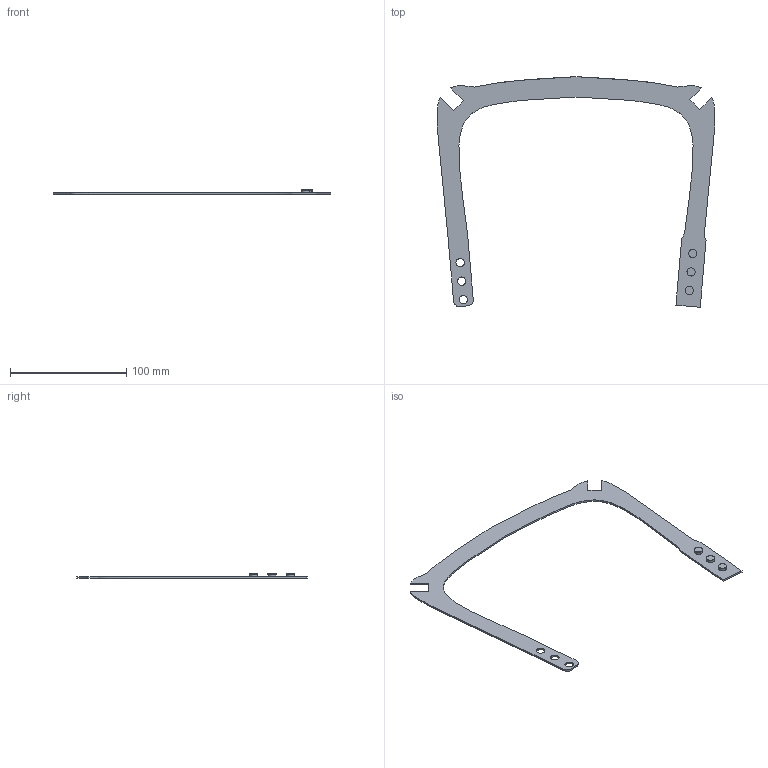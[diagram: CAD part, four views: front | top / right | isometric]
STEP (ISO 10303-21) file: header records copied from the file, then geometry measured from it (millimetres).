
FILE_DESCRIPTION( ( '' ), ' ' );
FILE_NAME( '5ea08c4910d1c814c1f8825c.step', '2020-04-22T18:26:17', ( '' ), ( '' ), ' ', ' ', ' ' );
FILE_SCHEMA( ( 'AUTOMOTIVE_DESIGN { 1 0 10303 214 1 1 1 1 }' ) );
Length unit declared in the file: metre
Products named in the file (1): Part 1
Bounding box: 239.02 x 198.76 x 4 mm (x, y, z)
Volume: 15228.8 mm3; surface area: 22044.7 mm2
Topology: 1 solids, 1 shells, 52 faces, 132 edges, 88 vertices
Faces by surface type: plane 33, cylinder 15, extrusion 4
Full cylindrical faces by diameter (mm): 6.8 x3, 7 x3, 7.2 x3
Entity records: 2000 total; most frequent: CARTESIAN_POINT 321, ORIENTED_EDGE 246, DIRECTION 244, EDGE_CURVE 123, VERTEX_POINT 88, VECTOR 86, LINE 82, AXIS2_PLACEMENT_3D 79
